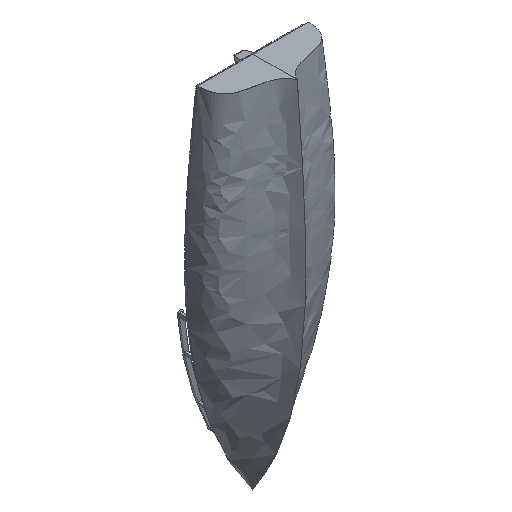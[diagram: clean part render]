
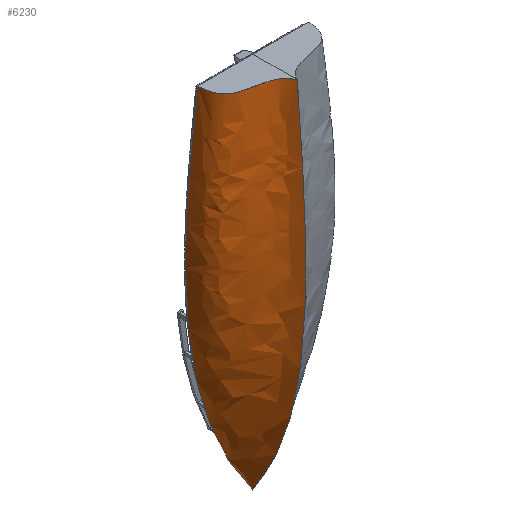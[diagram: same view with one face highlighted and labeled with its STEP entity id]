
A CAD part, isometric view. The second image highlights one B-rep face of the part: STEP entity #6230.
In plain terms, the highlighted free-form (B-spline) face has degree [3, 3] with [4, 6] control points.
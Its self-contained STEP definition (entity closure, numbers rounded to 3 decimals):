
#6177 = VERTEX_POINT('',#6178);
#6178 = CARTESIAN_POINT('',(-66.669,0.,0.));
#6186 = VERTEX_POINT('',#6187);
#6187 = CARTESIAN_POINT('',(0.,0.,-453.352));
#6192 = EDGE_CURVE('',#6186,#6177,#6193,.T.);
#6193 = B_SPLINE_CURVE_WITH_KNOTS('',3,(#6194,#6195,#6196,#6197,#6198,
    #6199),.UNSPECIFIED.,.F.,.F.,(4,1,1,4),(0.,0.063,
    0.536,1.),.UNSPECIFIED.);
#6194 = CARTESIAN_POINT('',(0.,0.,-453.352));
#6195 = CARTESIAN_POINT('',(-6.158,0.,
    -444.505));
#6196 = CARTESIAN_POINT('',(-58.13,0.,
    -369.836));
#6197 = CARTESIAN_POINT('',(-92.175,0.,
    -213.754));
#6198 = CARTESIAN_POINT('',(-75.123,0.,
    -70.846));
#6199 = CARTESIAN_POINT('',(-66.669,0.,0.));
#6210 = VERTEX_POINT('',#6211);
#6211 = CARTESIAN_POINT('',(0.,-53.336,0.));
#6216 = EDGE_CURVE('',#6210,#6186,#6217,.T.);
#6217 = B_SPLINE_CURVE_WITH_KNOTS('',3,(#6218,#6219,#6220,#6221,#6222,
    #6223),.UNSPECIFIED.,.F.,.F.,(4,1,1,4),(0.,0.464,
    0.937,1.),.UNSPECIFIED.);
#6218 = CARTESIAN_POINT('',(0.,-53.336,0.));
#6219 = CARTESIAN_POINT('',(0.,-59.036,
    -70.846));
#6220 = CARTESIAN_POINT('',(0.,-70.535,
    -213.754));
#6221 = CARTESIAN_POINT('',(0.,-51.959,
    -369.836));
#6222 = CARTESIAN_POINT('',(0.,-5.504,
    -444.505));
#6223 = CARTESIAN_POINT('',(0.,0.,-453.352));
#6230 = ADVANCED_FACE('',(#6231),#6242,.T.);
#6231 = FACE_BOUND('',#6232,.T.);
#6232 = EDGE_LOOP('',(#6233,#6240,#6241));
#6233 = ORIENTED_EDGE('',*,*,#6234,.T.);
#6234 = EDGE_CURVE('',#6210,#6177,#6235,.T.);
#6235 = B_SPLINE_CURVE_WITH_KNOTS('',3,(#6236,#6237,#6238,#6239),
  .UNSPECIFIED.,.F.,.F.,(4,4),(0.,1.),.PIECEWISE_BEZIER_KNOTS.);
#6236 = CARTESIAN_POINT('',(0.,-53.336,0.));
#6237 = CARTESIAN_POINT('',(-14.722,-21.585,0.));
#6238 = CARTESIAN_POINT('',(-64.949,-50.564,0.));
#6239 = CARTESIAN_POINT('',(-66.669,0.,0.));
#6240 = ORIENTED_EDGE('',*,*,#6192,.F.);
#6241 = ORIENTED_EDGE('',*,*,#6216,.F.);
#6242 = B_SPLINE_SURFACE_WITH_KNOTS('',3,3,(
    (#6243,#6244,#6245,#6246,#6247,#6248)
    ,(#6249,#6250,#6251,#6252,#6253,#6254)
    ,(#6255,#6256,#6257,#6258,#6259,#6260)
    ,(#6261,#6262,#6263,#6264,#6265,#6266
    )),.UNSPECIFIED.,.F.,.F.,.F.,(4,4),(4,1,1,4),(0.,1.),(0.,
    0.464,0.937,1.),.UNSPECIFIED.);
#6243 = CARTESIAN_POINT('',(0.,-53.336,0.));
#6244 = CARTESIAN_POINT('',(0.,-59.036,
    -70.846));
#6245 = CARTESIAN_POINT('',(0.,-70.535,
    -213.754));
#6246 = CARTESIAN_POINT('',(0.,-51.959,
    -369.836));
#6247 = CARTESIAN_POINT('',(0.,-5.504,
    -444.505));
#6248 = CARTESIAN_POINT('',(0.,0.,-453.352));
#6249 = CARTESIAN_POINT('',(-14.722,-21.585,0.));
#6250 = CARTESIAN_POINT('',(-18.214,-25.172,
    -70.846));
#6251 = CARTESIAN_POINT('',(-25.258,-32.409,
    -213.754));
#6252 = CARTESIAN_POINT('',(-11.223,-24.885,
    -369.836));
#6253 = CARTESIAN_POINT('',(-1.189,-2.636,
    -444.505));
#6254 = CARTESIAN_POINT('',(0.,0.,-453.352));
#6255 = CARTESIAN_POINT('',(-64.949,-50.564,0.));
#6256 = CARTESIAN_POINT('',(-73.469,-55.617,
    -70.846));
#6257 = CARTESIAN_POINT('',(-90.655,-65.81,
    -213.754));
#6258 = CARTESIAN_POINT('',(-45.75,-25.62,
    -369.836));
#6259 = CARTESIAN_POINT('',(-4.847,-2.714,
    -444.505));
#6260 = CARTESIAN_POINT('',(0.,0.,-453.352));
#6261 = CARTESIAN_POINT('',(-66.669,0.,0.));
#6262 = CARTESIAN_POINT('',(-75.123,0.,
    -70.846));
#6263 = CARTESIAN_POINT('',(-92.175,0.,
    -213.754));
#6264 = CARTESIAN_POINT('',(-58.13,0.,
    -369.836));
#6265 = CARTESIAN_POINT('',(-6.158,0.,
    -444.505));
#6266 = CARTESIAN_POINT('',(0.,0.,-453.352));
